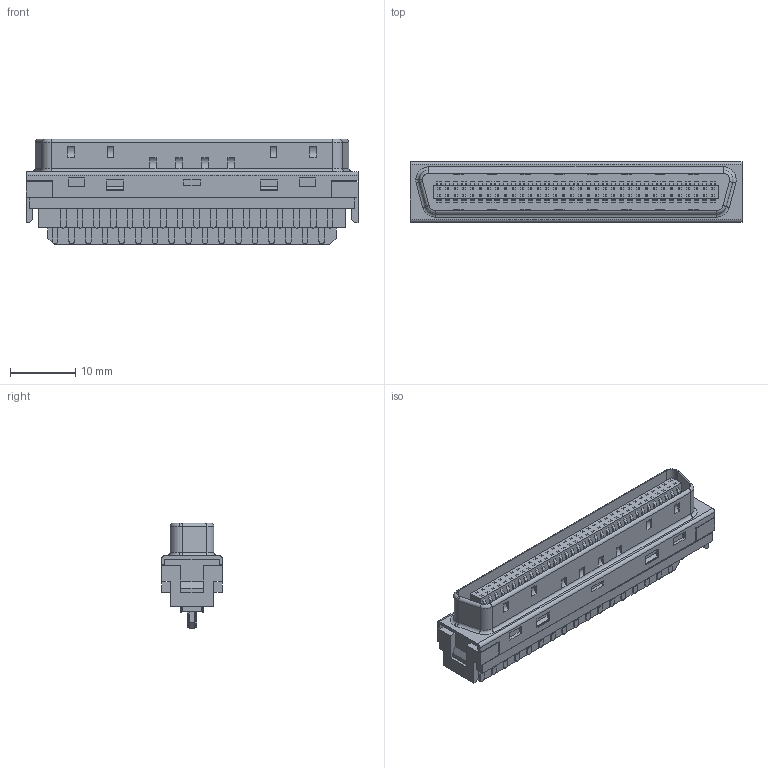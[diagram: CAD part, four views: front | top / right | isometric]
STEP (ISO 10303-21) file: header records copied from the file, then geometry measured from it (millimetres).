
FILE_DESCRIPTION (( 'STEP AP214' ), '1' );
FILE_NAME ('FCS6812-M0WS300K6K-REF .STEP', '2025-08-13T10:17:47', ( '' ), ( '' ), 'SwSTEP 2.0', 'SolidWorks 2021', '' );
FILE_SCHEMA (( 'AUTOMOTIVE_DESIGN' ));
Length unit declared in the file: millimetre
Products named in the file (1): FCS6812-M0WS300K6K-REF 
Bounding box: 50.8 x 9.3 x 16.2 mm (x, y, z)
Volume: 3805.6 mm3; surface area: 5220.9 mm2
Topology: 1 solids, 69 shells, 2310 faces, 6010 edges, 3996 vertices
Faces by surface type: plane 2162, cylinder 138, torus 10
Entity records: 69610 total; most frequent: CARTESIAN_POINT 12317, ORIENTED_EDGE 12020, DIRECTION 10934, EDGE_CURVE 6010, VECTOR 5708, LINE 5708, VERTEX_POINT 3996, AXIS2_PLACEMENT_3D 2613
